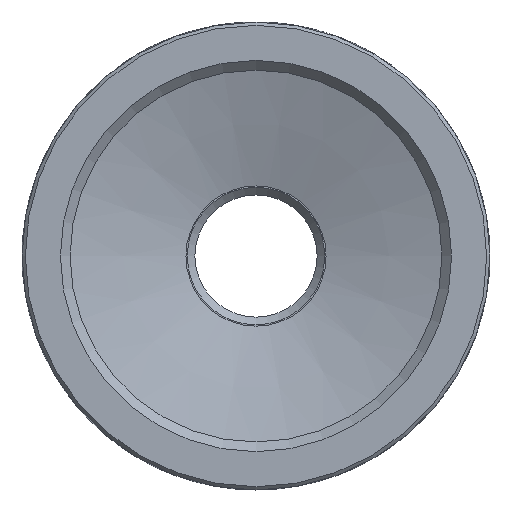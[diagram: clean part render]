
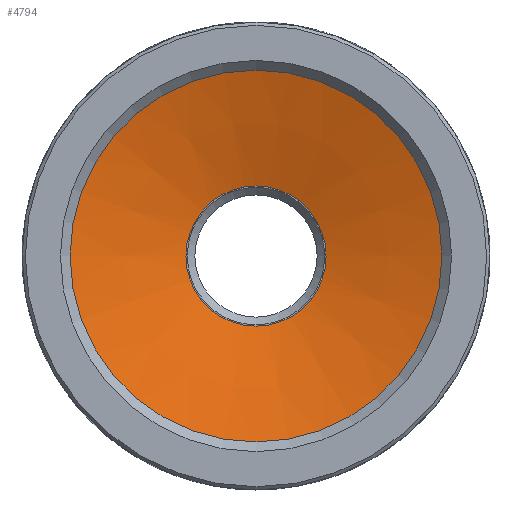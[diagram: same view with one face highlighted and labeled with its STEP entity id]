
A CAD part, left-side view. The second image highlights one B-rep face of the part: STEP entity #4794.
In plain terms, the highlighted conical face has half-angle 73.013 degrees and reference radius 20.989 mm.
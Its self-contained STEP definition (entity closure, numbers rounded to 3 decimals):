
#2422 = CIRCLE ( 'NONE', #14131, 29.884 ) ;
#2813 = AXIS2_PLACEMENT_3D ( 'NONE', #11293, #11542, #20885 ) ;
#3458 = EDGE_CURVE ( 'NONE', #9552, #9552, #14916, .T. ) ;
#3882 = CARTESIAN_POINT ( 'NONE',  ( -15.5, -10.678, 0. ) ) ;
#4085 = ORIENTED_EDGE ( 'NONE', *, *, #3458, .F. ) ;
#4521 = EDGE_LOOP ( 'NONE', ( #4085 ) ) ;
#4794 = ADVANCED_FACE ( 'NONE', ( #17074, #20610 ), #24082, .F. ) ;
#5888 = ORIENTED_EDGE ( 'NONE', *, *, #16464, .F. ) ;
#7848 = EDGE_LOOP ( 'NONE', ( #5888 ) ) ;
#8155 = CARTESIAN_POINT ( 'NONE',  ( -21.368, 0., 0. ) ) ;
#9552 = VERTEX_POINT ( 'NONE', #3882 ) ;
#11293 = CARTESIAN_POINT ( 'NONE',  ( -15.5, 0., 0. ) ) ;
#11542 = DIRECTION ( 'NONE',  ( -1., 0., 0. ) ) ;
#11703 = DIRECTION ( 'NONE',  ( 1., 0., 0. ) ) ;
#11952 = VERTEX_POINT ( 'NONE', #15871 ) ;
#11967 = AXIS2_PLACEMENT_3D ( 'NONE', #20729, #16598, #24412 ) ;
#14131 = AXIS2_PLACEMENT_3D ( 'NONE', #8155, #11703, #23321 ) ;
#14916 = CIRCLE ( 'NONE', #2813, 10.677 ) ;
#15871 = CARTESIAN_POINT ( 'NONE',  ( -21.368, 29.884, 0. ) ) ;
#16464 = EDGE_CURVE ( 'NONE', #11952, #11952, #2422, .T. ) ;
#16598 = DIRECTION ( 'NONE',  ( -1., 0., 0. ) ) ;
#17074 = FACE_BOUND ( 'NONE', #4521, .T. ) ;
#20610 = FACE_OUTER_BOUND ( 'NONE', #7848, .T. ) ;
#20729 = CARTESIAN_POINT ( 'NONE',  ( -18.65, 0., 0. ) ) ;
#20885 = DIRECTION ( 'NONE',  ( 0., -1., 0. ) ) ;
#23321 = DIRECTION ( 'NONE',  ( 0., 1., 0. ) ) ;
#24082 = CONICAL_SURFACE ( 'NONE', #11967, 20.989, 1.274 ) ;
#24412 = DIRECTION ( 'NONE',  ( 0., -1., 0. ) ) ;
